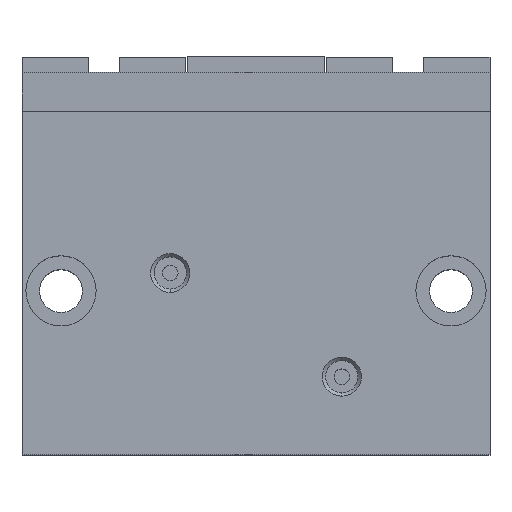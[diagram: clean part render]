
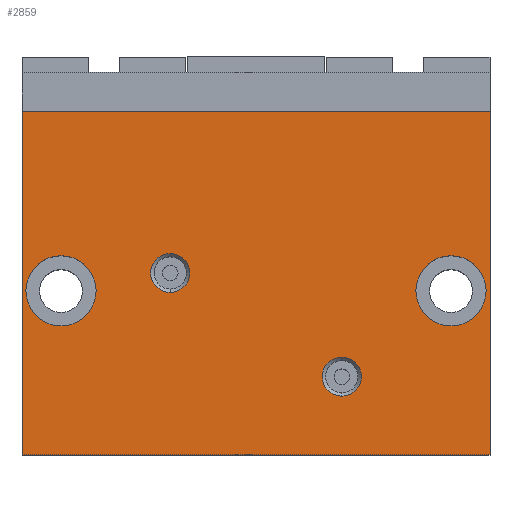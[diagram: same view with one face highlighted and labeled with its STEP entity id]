
A CAD part, top view. The second image highlights one B-rep face of the part: STEP entity #2859.
In plain terms, the highlighted planar face has unit normal (0, 0, 1).
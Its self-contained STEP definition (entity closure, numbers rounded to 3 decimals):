
#1209 = EDGE_CURVE( '', #2307, #1421, #3501, .T. );
#1359 = VERTEX_POINT( '', #3671 );
#1419 = EDGE_CURVE( '', #3019, #2841, #3740, .T. );
#1421 = VERTEX_POINT( '', #3742 );
#1565 = VERTEX_POINT( '', #3900 );
#1851 = VERTEX_POINT( '', #4217 );
#1863 = VERTEX_POINT( '', #4231 );
#1873 = EDGE_CURVE( '', #1421, #2307, #4242, .T. );
#2081 = EDGE_CURVE( '', #1359, #3003, #4469, .T. );
#2117 = VERTEX_POINT( '', #4513 );
#2131 = EDGE_CURVE( '', #1851, #3213, #4530, .T. );
#2307 = VERTEX_POINT( '', #4730 );
#2463 = EDGE_CURVE( '', #1863, #3297, #4908, .T. );
#2535 = EDGE_CURVE( '', #3213, #1851, #4991, .T. );
#2841 = VERTEX_POINT( '', #5328 );
#2859 = ADVANCED_FACE( '', ( #5348, #5349, #5350, #5351, #5352 ), #5353, .T. );
#3003 = VERTEX_POINT( '', #5521 );
#3019 = VERTEX_POINT( '', #5538 );
#3059 = EDGE_CURVE( '', #2117, #3003, #5581, .T. );
#3163 = EDGE_CURVE( '', #1565, #2117, #5692, .T. );
#3213 = VERTEX_POINT( '', #5747 );
#3239 = EDGE_CURVE( '', #3297, #1863, #5777, .T. );
#3297 = VERTEX_POINT( '', #5841 );
#3299 = EDGE_CURVE( '', #1565, #1359, #5843, .T. );
#3357 = EDGE_CURVE( '', #2841, #3019, #5909, .T. );
#3501 = CIRCLE( '', #6071, 4.5 );
#3671 = CARTESIAN_POINT( '', ( -30., 43.99, 17.5 ) );
#3740 = CIRCLE( '', #6408, 2.5 );
#3742 = CARTESIAN_POINT( '', ( 20.5, 21., 17.5 ) );
#3900 = CARTESIAN_POINT( '', ( 30., 43.99, 17.5 ) );
#4217 = CARTESIAN_POINT( '', ( -11., 20.8, 17.5 ) );
#4231 = CARTESIAN_POINT( '', ( -20.5, 21., 17.5 ) );
#4242 = CIRCLE( '', #7090, 4.5 );
#4469 = LINE( '', #7405, #7406 );
#4513 = CARTESIAN_POINT( '', ( 30., 0., 17.5 ) );
#4530 = CIRCLE( '', #7486, 2.5 );
#4730 = CARTESIAN_POINT( '', ( 29.5, 21., 17.5 ) );
#4908 = CIRCLE( '', #8003, 4.5 );
#4991 = CIRCLE( '', #8099, 2.5 );
#5328 = CARTESIAN_POINT( '', ( 11., 7.5, 17.5 ) );
#5348 = FACE_OUTER_BOUND( '', #8595, .T. );
#5349 = FACE_BOUND( '', #8596, .T. );
#5350 = FACE_BOUND( '', #8597, .T. );
#5351 = FACE_BOUND( '', #8598, .T. );
#5352 = FACE_BOUND( '', #8599, .T. );
#5353 = PLANE( '', #8600 );
#5521 = CARTESIAN_POINT( '', ( -30., 0., 17.5 ) );
#5538 = CARTESIAN_POINT( '', ( 11., 12.5, 17.5 ) );
#5581 = LINE( '', #8895, #8896 );
#5692 = LINE( '', #9058, #9059 );
#5747 = CARTESIAN_POINT( '', ( -11., 25.8, 17.5 ) );
#5777 = CIRCLE( '', #9172, 4.5 );
#5841 = CARTESIAN_POINT( '', ( -29.5, 21., 17.5 ) );
#5843 = LINE( '', #9267, #9268 );
#5909 = CIRCLE( '', #9361, 2.5 );
#6071 = AXIS2_PLACEMENT_3D( '', #9533, #9534, #9535 );
#6408 = AXIS2_PLACEMENT_3D( '', #9828, #9829, #9830 );
#7090 = AXIS2_PLACEMENT_3D( '', #10357, #10358, #10359 );
#7405 = CARTESIAN_POINT( '', ( -30., 49., 17.5 ) );
#7406 = VECTOR( '', #10575, 1. );
#7486 = AXIS2_PLACEMENT_3D( '', #10654, #10655, #10656 );
#8003 = AXIS2_PLACEMENT_3D( '', #11151, #11152, #11153 );
#8099 = AXIS2_PLACEMENT_3D( '', #11264, #11265, #11266 );
#8595 = EDGE_LOOP( '', ( #11652, #11653, #11654, #11655 ) );
#8596 = EDGE_LOOP( '', ( #11656, #11657 ) );
#8597 = EDGE_LOOP( '', ( #11658, #11659 ) );
#8598 = EDGE_LOOP( '', ( #11660, #11661 ) );
#8599 = EDGE_LOOP( '', ( #11662, #11663 ) );
#8600 = AXIS2_PLACEMENT_3D( '', #11664, #11665, #11666 );
#8895 = CARTESIAN_POINT( '', ( 30., 0., 17.5 ) );
#8896 = VECTOR( '', #11946, 1. );
#9058 = CARTESIAN_POINT( '', ( 30., 49., 17.5 ) );
#9059 = VECTOR( '', #12062, 1. );
#9172 = AXIS2_PLACEMENT_3D( '', #12145, #12146, #12147 );
#9267 = CARTESIAN_POINT( '', ( 15., 43.99, 17.5 ) );
#9268 = VECTOR( '', #12217, 1. );
#9361 = AXIS2_PLACEMENT_3D( '', #12303, #12304, #12305 );
#9533 = CARTESIAN_POINT( '', ( 25., 21., 17.5 ) );
#9534 = DIRECTION( '', ( 0., 0., -1. ) );
#9535 = DIRECTION( '', ( 1., 0., 0. ) );
#9828 = CARTESIAN_POINT( '', ( 11., 10., 17.5 ) );
#9829 = DIRECTION( '', ( 0., 0., -1. ) );
#9830 = DIRECTION( '', ( 0., 1., 0. ) );
#10357 = CARTESIAN_POINT( '', ( 25., 21., 17.5 ) );
#10358 = DIRECTION( '', ( 0., 0., -1. ) );
#10359 = DIRECTION( '', ( 1., 0., 0. ) );
#10575 = DIRECTION( '', ( 0., -1., 0. ) );
#10654 = CARTESIAN_POINT( '', ( -11., 23.3, 17.5 ) );
#10655 = DIRECTION( '', ( 0., 0., -1. ) );
#10656 = DIRECTION( '', ( 0., 1., 0. ) );
#11151 = CARTESIAN_POINT( '', ( -25., 21., 17.5 ) );
#11152 = DIRECTION( '', ( 0., 0., -1. ) );
#11153 = DIRECTION( '', ( 1., 0., 0. ) );
#11264 = CARTESIAN_POINT( '', ( -11., 23.3, 17.5 ) );
#11265 = DIRECTION( '', ( 0., 0., -1. ) );
#11266 = DIRECTION( '', ( 0., 1., 0. ) );
#11652 = ORIENTED_EDGE( '', *, *, #3299, .T. );
#11653 = ORIENTED_EDGE( '', *, *, #2081, .T. );
#11654 = ORIENTED_EDGE( '', *, *, #3059, .F. );
#11655 = ORIENTED_EDGE( '', *, *, #3163, .F. );
#11656 = ORIENTED_EDGE( '', *, *, #1209, .T. );
#11657 = ORIENTED_EDGE( '', *, *, #1873, .T. );
#11658 = ORIENTED_EDGE( '', *, *, #2463, .T. );
#11659 = ORIENTED_EDGE( '', *, *, #3239, .T. );
#11660 = ORIENTED_EDGE( '', *, *, #1419, .T. );
#11661 = ORIENTED_EDGE( '', *, *, #3357, .T. );
#11662 = ORIENTED_EDGE( '', *, *, #2535, .T. );
#11663 = ORIENTED_EDGE( '', *, *, #2131, .T. );
#11664 = CARTESIAN_POINT( '', ( 30., 49., 17.5 ) );
#11665 = DIRECTION( '', ( 0., 0., 1. ) );
#11666 = DIRECTION( '', ( 0., 1., 0. ) );
#11946 = DIRECTION( '', ( -1., 0., 0. ) );
#12062 = DIRECTION( '', ( 0., -1., 0. ) );
#12145 = CARTESIAN_POINT( '', ( -25., 21., 17.5 ) );
#12146 = DIRECTION( '', ( 0., 0., -1. ) );
#12147 = DIRECTION( '', ( 1., 0., 0. ) );
#12217 = DIRECTION( '', ( -1., 0., 0. ) );
#12303 = CARTESIAN_POINT( '', ( 11., 10., 17.5 ) );
#12304 = DIRECTION( '', ( 0., 0., -1. ) );
#12305 = DIRECTION( '', ( 0., 1., 0. ) );
